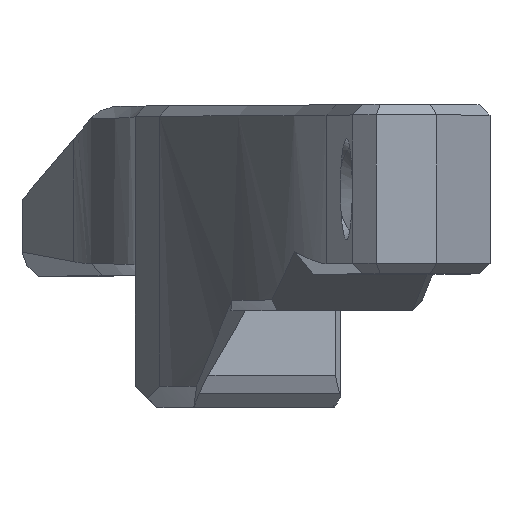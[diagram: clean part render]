
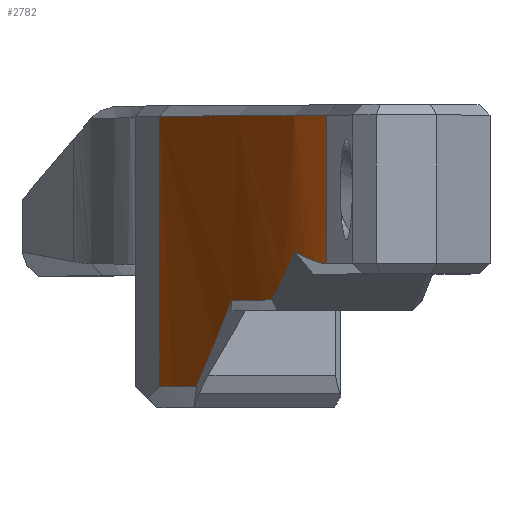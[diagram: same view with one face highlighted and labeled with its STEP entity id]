
A CAD part, top view. The second image highlights one B-rep face of the part: STEP entity #2782.
In plain terms, the highlighted cylindrical face has radius 50 mm (diameter 100 mm), a partial arc.
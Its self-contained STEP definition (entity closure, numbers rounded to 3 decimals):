
#76=CYLINDRICAL_SURFACE('',#3022,50.);
#88=ELLIPSE('',#2940,102.521,50.);
#93=ELLIPSE('',#3024,60.325,50.);
#94=ELLIPSE('',#3025,70.711,50.);
#223=CIRCLE('',#3023,50.);
#224=CIRCLE('',#3026,50.);
#225=CIRCLE('',#3027,50.);
#553=ORIENTED_EDGE('',*,*,#1166,.T.);
#554=ORIENTED_EDGE('',*,*,#1338,.T.);
#555=ORIENTED_EDGE('',*,*,#1339,.T.);
#556=ORIENTED_EDGE('',*,*,#1340,.T.);
#557=ORIENTED_EDGE('',*,*,#1238,.F.);
#558=ORIENTED_EDGE('',*,*,#1341,.T.);
#559=ORIENTED_EDGE('',*,*,#1242,.T.);
#560=ORIENTED_EDGE('',*,*,#1342,.T.);
#1166=EDGE_CURVE('',#1576,#1577,#88,.F.);
#1238=EDGE_CURVE('',#1639,#1640,#1869,.F.);
#1242=EDGE_CURVE('',#1643,#1644,#1873,.T.);
#1338=EDGE_CURVE('',#1577,#1715,#223,.T.);
#1339=EDGE_CURVE('',#1715,#1716,#93,.F.);
#1340=EDGE_CURVE('',#1716,#1640,#94,.T.);
#1341=EDGE_CURVE('',#1639,#1643,#224,.T.);
#1342=EDGE_CURVE('',#1644,#1576,#225,.T.);
#1576=VERTEX_POINT('',#4138);
#1577=VERTEX_POINT('',#4139);
#1639=VERTEX_POINT('',#4324);
#1640=VERTEX_POINT('',#4325);
#1643=VERTEX_POINT('',#4333);
#1644=VERTEX_POINT('',#4334);
#1715=VERTEX_POINT('',#4531);
#1716=VERTEX_POINT('',#4533);
#1869=LINE('',#4323,#2132);
#1873=LINE('',#4332,#2136);
#2132=VECTOR('',#3392,1000.);
#2136=VECTOR('',#3398,1000.);
#2342=EDGE_LOOP('',(#553,#554,#555,#556,#557,#558,#559,#560));
#2516=FACE_BOUND('',#2342,.T.);
#2782=ADVANCED_FACE('',(#2516),#76,.F.);
#2940=AXIS2_PLACEMENT_3D('',#4137,#3280,#3281);
#3022=AXIS2_PLACEMENT_3D('',#4529,#3562,#3563);
#3023=AXIS2_PLACEMENT_3D('',#4530,#3564,#3565);
#3024=AXIS2_PLACEMENT_3D('',#4532,#3566,#3567);
#3025=AXIS2_PLACEMENT_3D('',#4534,#3568,#3569);
#3026=AXIS2_PLACEMENT_3D('',#4535,#3570,#3571);
#3027=AXIS2_PLACEMENT_3D('',#4536,#3572,#3573);
#3280=DIRECTION('',(-0.856,0.488,-0.173));
#3281=DIRECTION('',(-0.478,-0.873,-0.096));
#3392=DIRECTION('',(0.,1.,0.));
#3398=DIRECTION('',(0.,-1.,0.));
#3562=DIRECTION('',(0.,-1.,0.));
#3563=DIRECTION('',(0.,0.,-1.));
#3564=DIRECTION('',(0.,-1.,0.));
#3565=DIRECTION('',(0.,0.,-1.));
#3566=DIRECTION('',(0.,0.829,-0.559));
#3567=DIRECTION('',(0.,-0.559,-0.829));
#3568=DIRECTION('',(-0.702,-0.707,0.084));
#3569=DIRECTION('',(0.702,-0.707,-0.084));
#3570=DIRECTION('',(0.,1.,0.));
#3571=DIRECTION('',(0.,0.,1.));
#3572=DIRECTION('',(0.,-1.,0.));
#3573=DIRECTION('',(0.,0.,-1.));
#4137=CARTESIAN_POINT('',(-43.817,-72.927,47.345));
#4138=CARTESIAN_POINT('',(-0.289,-5.25,22.742));
#4139=CARTESIAN_POINT('',(1.373,-1.2,25.947));
#4323=CARTESIAN_POINT('',(5.825,0.,41.371));
#4324=CARTESIAN_POINT('',(5.825,7.5,41.371));
#4325=CARTESIAN_POINT('',(5.825,0.5,41.371));
#4332=CARTESIAN_POINT('',(-2.037,8.,19.879));
#4333=CARTESIAN_POINT('',(-2.037,7.5,19.879));
#4334=CARTESIAN_POINT('',(-2.037,-5.25,19.879));
#4529=CARTESIAN_POINT('',(-43.817,8.,47.345));
#4530=CARTESIAN_POINT('',(-43.817,-1.2,47.345));
#4531=CARTESIAN_POINT('',(3.258,-1.2,30.494));
#4532=CARTESIAN_POINT('',(-43.817,10.175,47.345));
#4533=CARTESIAN_POINT('',(4.335,1.084,33.877));
#4534=CARTESIAN_POINT('',(-43.817,50.5,47.345));
#4535=CARTESIAN_POINT('',(-43.817,7.5,47.345));
#4536=CARTESIAN_POINT('',(-43.817,-5.25,47.345));
